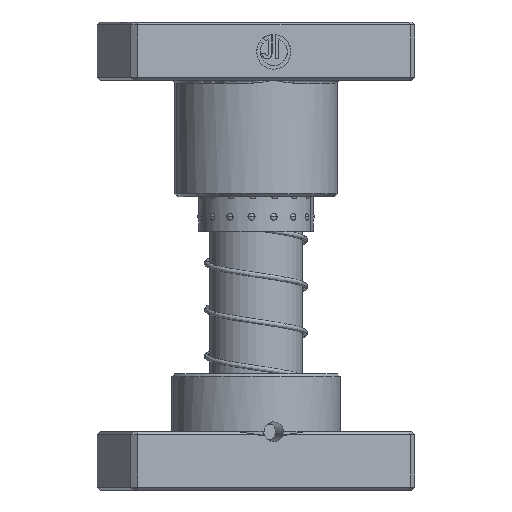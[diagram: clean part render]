
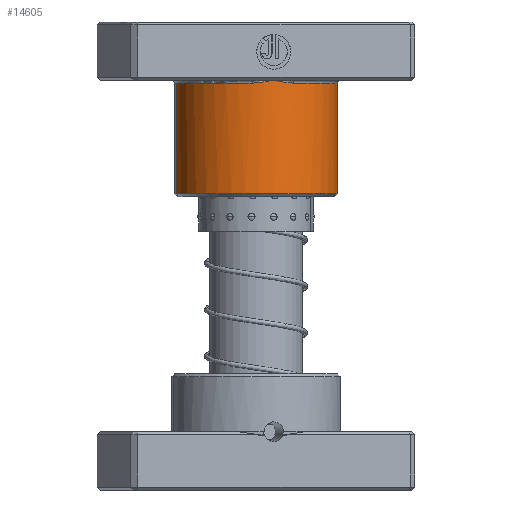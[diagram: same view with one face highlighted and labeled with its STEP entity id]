
A CAD part, front view. The second image highlights one B-rep face of the part: STEP entity #14605.
In plain terms, the highlighted cylindrical face has radius 28 mm (diameter 56 mm), a partial arc.
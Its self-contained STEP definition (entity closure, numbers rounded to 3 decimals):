
#1009 = DIRECTION ( 'NONE',  ( 1., 0., 0. ) ) ;
#1044 = CARTESIAN_POINT ( 'NONE',  ( 1.223, 27.975, 20.234 ) ) ;
#1146 = CYLINDRICAL_SURFACE ( 'NONE', #6914, 28. ) ;
#1630 = CARTESIAN_POINT ( 'NONE',  ( 28., 0., 21. ) ) ;
#2008 = CARTESIAN_POINT ( 'NONE',  ( -6.685, 27.198, 21. ) ) ;
#3041 = AXIS2_PLACEMENT_3D ( 'NONE', #18064, #40930, #21342 ) ;
#3830 = CIRCLE ( 'NONE', #3041, 28. ) ;
#4057 = EDGE_CURVE ( 'NONE', #22727, #23810, #25474, .T. ) ;
#4302 = CARTESIAN_POINT ( 'NONE',  ( 0.304, 28., 20.058 ) ) ;
#4805 = VERTEX_POINT ( 'NONE', #24451 ) ;
#5135 = CARTESIAN_POINT ( 'NONE',  ( -1.223, 28., 20.235 ) ) ;
#5702 = EDGE_CURVE ( 'NONE', #31014, #22727, #3830, .T. ) ;
#6321 = LINE ( 'NONE', #28733, #40050 ) ;
#6596 = DIRECTION ( 'NONE',  ( 0., 0., -1. ) ) ;
#6914 = AXIS2_PLACEMENT_3D ( 'NONE', #39927, #10493, #17039 ) ;
#7480 = ORIENTED_EDGE ( 'NONE', *, *, #4057, .T. ) ;
#8917 = ORIENTED_EDGE ( 'NONE', *, *, #35095, .T. ) ;
#9672 = ORIENTED_EDGE ( 'NONE', *, *, #37644, .T. ) ;
#10493 = DIRECTION ( 'NONE',  ( 0., 0., -1. ) ) ;
#10705 = CARTESIAN_POINT ( 'NONE',  ( 6.685, 27.198, 21. ) ) ;
#10774 = CARTESIAN_POINT ( 'NONE',  ( 0., 0., 59. ) ) ;
#11341 = CIRCLE ( 'NONE', #26167, 28. ) ;
#13417 = CARTESIAN_POINT ( 'NONE',  ( -7.289, 27.034, 21. ) ) ;
#13986 = CARTESIAN_POINT ( 'NONE',  ( 4.873, 27.58, 20.837 ) ) ;
#14044 = DIRECTION ( 'NONE',  ( 1., 0., 0. ) ) ;
#14605 = ADVANCED_FACE ( 'NONE', ( #27138 ), #1146, .T. ) ;
#16027 = DIRECTION ( 'NONE',  ( 0., 0., -1. ) ) ;
#16120 = ORIENTED_EDGE ( 'NONE', *, *, #5702, .T. ) ;
#16267 = CARTESIAN_POINT ( 'NONE',  ( -28., 0., 60. ) ) ;
#16975 = CARTESIAN_POINT ( 'NONE',  ( 7.289, 27.034, 21. ) ) ;
#17039 = DIRECTION ( 'NONE',  ( -1., 0., 0. ) ) ;
#17254 = CARTESIAN_POINT ( 'NONE',  ( 3.054, 27.84, 20.566 ) ) ;
#18064 = CARTESIAN_POINT ( 'NONE',  ( 0., 0., 21. ) ) ;
#18240 = CARTESIAN_POINT ( 'NONE',  ( -4.268, 27.68, 20.755 ) ) ;
#19008 = EDGE_CURVE ( 'NONE', #23810, #21725, #30648, .T. ) ;
#19298 = ORIENTED_EDGE ( 'NONE', *, *, #19008, .T. ) ;
#20498 = DIRECTION ( 'NONE',  ( 0., 0., 1. ) ) ;
#20532 = CARTESIAN_POINT ( 'NONE',  ( 1.529, 27.96, 20.291 ) ) ;
#20873 = EDGE_LOOP ( 'NONE', ( #8917, #38735, #16120, #7480, #19298, #9672, #41583 ) ) ;
#21182 = EDGE_CURVE ( 'NONE', #38552, #31014, #6321, .T. ) ;
#21342 = DIRECTION ( 'NONE',  ( 1., 0., 0. ) ) ;
#21359 = CARTESIAN_POINT ( 'NONE',  ( 0., 28., 20. ) ) ;
#21490 = CARTESIAN_POINT ( 'NONE',  ( -6.081, 27.339, 20.959 ) ) ;
#21725 = VERTEX_POINT ( 'NONE', #13417 ) ;
#22614 = EDGE_CURVE ( 'NONE', #28711, #4805, #40386, .T. ) ;
#22727 = VERTEX_POINT ( 'NONE', #16975 ) ;
#23709 = CARTESIAN_POINT ( 'NONE',  ( 28., 0., 59. ) ) ;
#23810 = VERTEX_POINT ( 'NONE', #31321 ) ;
#23817 = CARTESIAN_POINT ( 'NONE',  ( 0.611, 27.995, 20.118 ) ) ;
#24451 = CARTESIAN_POINT ( 'NONE',  ( -28., 0., 21. ) ) ;
#24785 = CARTESIAN_POINT ( 'NONE',  ( -7.289, 27.034, 21. ) ) ;
#25474 = B_SPLINE_CURVE_WITH_KNOTS ( 'NONE', 3,
 ( #33564, #10705, #30263, #13986, #36831, #17254, #40130, #20532, #1044, #23817, #4302, #27107 ),
 .UNSPECIFIED., .F., .F.,
 ( 4, 2, 2, 2, 2, 4 ),
 ( 0., 0.002, 0.004, 0.006, 0.006, 0.007 ),
 .UNSPECIFIED. ) ;
#26167 = AXIS2_PLACEMENT_3D ( 'NONE', #10774, #33634, #14044 ) ;
#27107 = CARTESIAN_POINT ( 'NONE',  ( 0., 28., 20. ) ) ;
#27138 = FACE_OUTER_BOUND ( 'NONE', #20873, .T. ) ;
#28711 = VERTEX_POINT ( 'NONE', #35317 ) ;
#28733 = CARTESIAN_POINT ( 'NONE',  ( 28., 0., 60. ) ) ;
#30023 = CIRCLE ( 'NONE', #38384, 28. ) ;
#30263 = CARTESIAN_POINT ( 'NONE',  ( 6.081, 27.339, 20.959 ) ) ;
#30648 = B_SPLINE_CURVE_WITH_KNOTS ( 'NONE', 3,
 ( #21359, #5135, #37789, #18240, #41077, #21490, #2008, #24785 ),
 .UNSPECIFIED., .F., .F.,
 ( 4, 2, 2, 4 ),
 ( 0., 0.004, 0.006, 0.007 ),
 .UNSPECIFIED. ) ;
#31014 = VERTEX_POINT ( 'NONE', #1630 ) ;
#31321 = CARTESIAN_POINT ( 'NONE',  ( 0., 28., 20. ) ) ;
#31700 = VECTOR ( 'NONE', #6596, 1000. ) ;
#33564 = CARTESIAN_POINT ( 'NONE',  ( 7.289, 27.034, 21. ) ) ;
#33634 = DIRECTION ( 'NONE',  ( 0., 0., -1. ) ) ;
#35095 = EDGE_CURVE ( 'NONE', #28711, #38552, #11341, .T. ) ;
#35317 = CARTESIAN_POINT ( 'NONE',  ( -28., 0., 59. ) ) ;
#36831 = CARTESIAN_POINT ( 'NONE',  ( 4.268, 27.68, 20.755 ) ) ;
#37644 = EDGE_CURVE ( 'NONE', #21725, #4805, #30023, .T. ) ;
#37789 = CARTESIAN_POINT ( 'NONE',  ( -2.448, 27.92, 20.472 ) ) ;
#38384 = AXIS2_PLACEMENT_3D ( 'NONE', #40090, #20498, #1009 ) ;
#38552 = VERTEX_POINT ( 'NONE', #23709 ) ;
#38735 = ORIENTED_EDGE ( 'NONE', *, *, #21182, .T. ) ;
#39927 = CARTESIAN_POINT ( 'NONE',  ( 0., 0., 60. ) ) ;
#40050 = VECTOR ( 'NONE', #16027, 1000. ) ;
#40090 = CARTESIAN_POINT ( 'NONE',  ( 0., 0., 21. ) ) ;
#40130 = CARTESIAN_POINT ( 'NONE',  ( 2.446, 27.9, 20.46 ) ) ;
#40386 = LINE ( 'NONE', #16267, #31700 ) ;
#40930 = DIRECTION ( 'NONE',  ( 0., 0., 1. ) ) ;
#41077 = CARTESIAN_POINT ( 'NONE',  ( -4.873, 27.58, 20.837 ) ) ;
#41583 = ORIENTED_EDGE ( 'NONE', *, *, #22614, .F. ) ;
